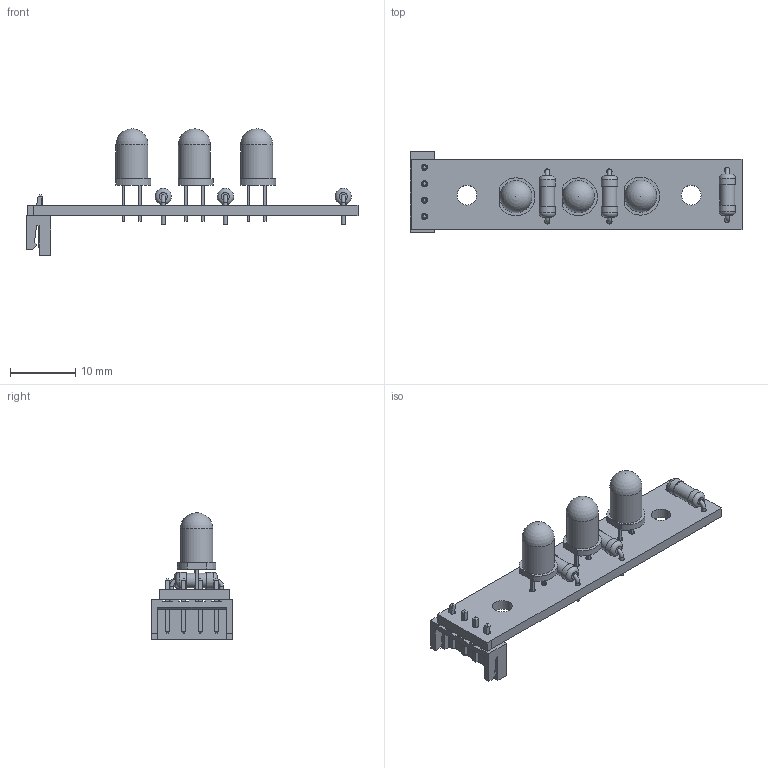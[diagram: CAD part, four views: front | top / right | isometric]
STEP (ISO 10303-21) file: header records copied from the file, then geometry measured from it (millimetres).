
FILE_DESCRIPTION(('KiCad electronic assembly'),'2;1');
FILE_NAME('led_strip.step','2021-11-30T21:08:38',('An Author'),( 'A Company'),'Open CASCADE STEP processor 6.9', 'KiCad to STEP converter','Unknown');
FILE_SCHEMA(('AUTOMOTIVE_DESIGN { 1 0 10303 214 1 1 1 1 }'));
Length unit declared in the file: millimetre
Products named in the file (8): Open CASCADE STEP translator 6.9 1; JST_EH_B4B-EH-A_1x04_P2.50mm_Vertical; SOLID; LED_D5.0mm; R_Axial_DIN0207_L6.3mm_D2.5mm_P7.62mm_Horizontal; COMPOUND
Assembly tree (11 placements, depth 3):
  Open CASCADE STEP translator 6.9 1
    JST_EH_B4B-EH-A_1x04_P2.50mm_Vertical
      SOLID
    LED_D5.0mm  x3
      SOLID
    R_Axial_DIN0207_L6.3mm_D2.5mm_P7.62mm_Horizontal  x3
      SOLID
    COMPOUND
Bounding box: 50.7 x 12.5 x 19.3 mm (x, y, z)
Volume: 1500.8 mm3; surface area: 2507.5 mm2
Topology: 8 solids, 8 shells, 245 faces, 570 edges, 367 vertices
Faces by surface type: plane 191, cylinder 39, torus 12, sphere 3
Full cylindrical faces by diameter (mm): 0.6 x6, 0.8 x6, 0.9 x6, 0.95 x4, 2.25 x3, 2.5 x6, 3 x2, 4.9 x3
Entity records: 13981 total; most frequent: CARTESIAN_POINT 3407, DIRECTION 1750, LINE 1243, VECTOR 1243, ORIENTED_EDGE 906, PCURVE 906, DEFINITIONAL_REPRESENTATION 906, EDGE_CURVE 453
